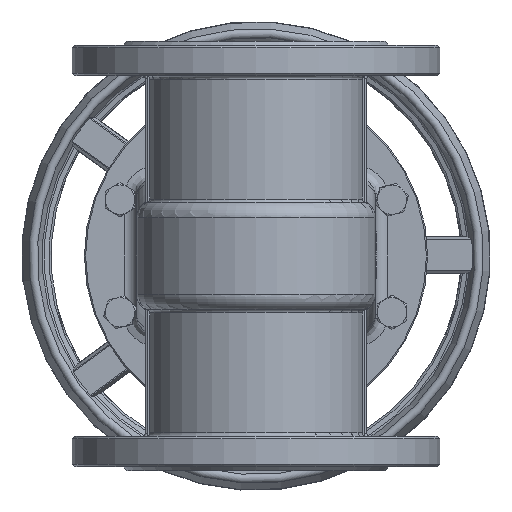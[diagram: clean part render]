
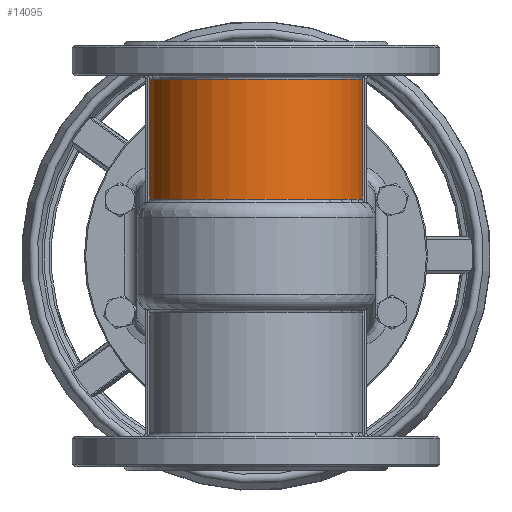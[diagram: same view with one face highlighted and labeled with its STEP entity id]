
A CAD part, front view. The second image highlights one B-rep face of the part: STEP entity #14095.
In plain terms, the highlighted cylindrical face has radius 87.5 mm (diameter 175 mm), a partial arc.
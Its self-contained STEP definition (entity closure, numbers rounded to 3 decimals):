
#1462=CYLINDRICAL_SURFACE('',#15614,87.5);
#2020=FACE_OUTER_BOUND('',#2940,.T.);
#2940=EDGE_LOOP('',(#11400,#11401,#11402,#11403));
#3268=LINE('',#20496,#4003);
#3276=LINE('',#20637,#4011);
#4003=VECTOR('',#16403,10.);
#4011=VECTOR('',#16451,10.);
#4803=CIRCLE('',#14737,87.5);
#5238=CIRCLE('',#15615,87.5);
#5574=VERTEX_POINT('',#20484);
#5575=VERTEX_POINT('',#20495);
#5595=VERTEX_POINT('',#20627);
#5596=VERTEX_POINT('',#20636);
#6848=EDGE_CURVE('',#5574,#5575,#3268,.F.);
#6879=EDGE_CURVE('',#5596,#5595,#3276,.T.);
#6913=EDGE_CURVE('',#5575,#5595,#4803,.T.);
#8115=EDGE_CURVE('',#5574,#5596,#5238,.T.);
#11400=ORIENTED_EDGE('',*,*,#6913,.F.);
#11401=ORIENTED_EDGE('',*,*,#6848,.F.);
#11402=ORIENTED_EDGE('',*,*,#8115,.T.);
#11403=ORIENTED_EDGE('',*,*,#6879,.T.);
#14095=ADVANCED_FACE('',(#2020),#1462,.T.);
#14737=AXIS2_PLACEMENT_3D('',#21049,#16498,#16499);
#15614=AXIS2_PLACEMENT_3D('',#26534,#18806,#18807);
#15615=AXIS2_PLACEMENT_3D('',#26535,#18808,#18809);
#16403=DIRECTION('',(0.,0.,1.));
#16451=DIRECTION('',(0.,0.,-1.));
#16498=DIRECTION('center_axis',(0.,0.,-1.));
#16499=DIRECTION('ref_axis',(0.,-1.,0.));
#18806=DIRECTION('center_axis',(0.,0.,1.));
#18807=DIRECTION('ref_axis',(1.,0.,0.));
#18808=DIRECTION('center_axis',(0.,0.,-1.));
#18809=DIRECTION('ref_axis',(0.,-1.,0.));
#20484=CARTESIAN_POINT('',(86.603,-12.5,284.));
#20495=CARTESIAN_POINT('',(86.603,-12.5,186.492));
#20496=CARTESIAN_POINT('',(86.603,-12.5,287.));
#20627=CARTESIAN_POINT('',(-86.603,-12.5,186.492));
#20636=CARTESIAN_POINT('',(-86.603,-12.5,284.));
#20637=CARTESIAN_POINT('',(-86.603,-12.5,287.));
#21049=CARTESIAN_POINT('Origin',(0.,0.,186.492));
#26534=CARTESIAN_POINT('Origin',(0.,0.,287.));
#26535=CARTESIAN_POINT('Origin',(0.,0.,284.));
